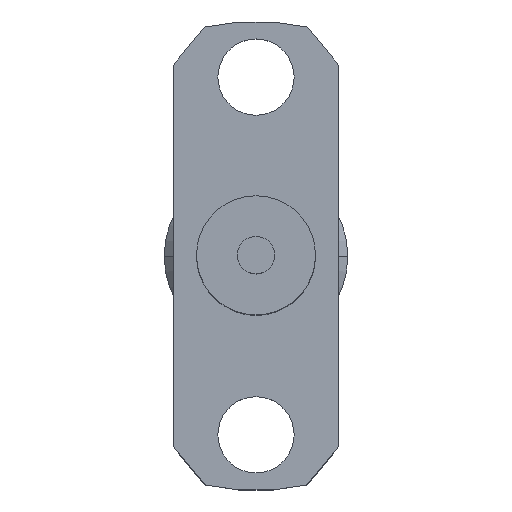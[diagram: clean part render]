
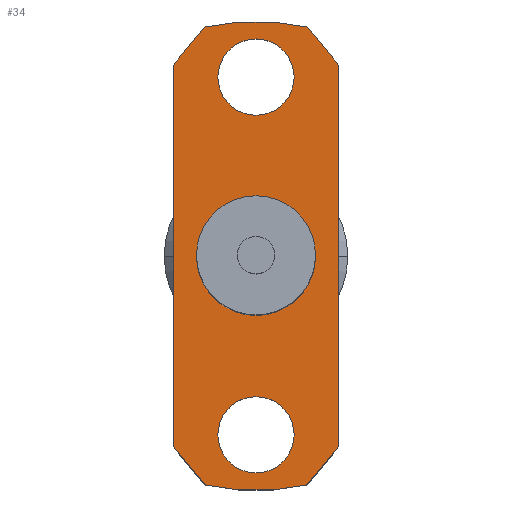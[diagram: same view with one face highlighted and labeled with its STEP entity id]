
A CAD part, top view. The second image highlights one B-rep face of the part: STEP entity #34.
In plain terms, the highlighted planar face has unit normal (0, 0, 1).
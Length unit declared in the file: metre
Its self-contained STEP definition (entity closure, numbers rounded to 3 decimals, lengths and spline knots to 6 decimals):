
#4 = VERTEX_POINT ( 'NONE', #60 ) ;
#5 = DIRECTION ( 'NONE',  ( 0., 0., -1. ) ) ;
#34 = ADVANCED_FACE ( 'NONE', ( #409, #318, #331, #306 ), #1015, .F. ) ;
#36 = EDGE_CURVE ( 'NONE', #56, #919, #782, .T. ) ;
#45 = EDGE_CURVE ( 'NONE', #751, #1100, #835, .T. ) ;
#56 = VERTEX_POINT ( 'NONE', #295 ) ;
#60 = CARTESIAN_POINT ( 'NONE',  ( -0.00203, 0., 0. ) ) ;
#61 = AXIS2_PLACEMENT_3D ( 'NONE', #315, #643, #559 ) ;
#62 = EDGE_CURVE ( 'NONE', #459, #866, #936, .T. ) ;
#67 = CARTESIAN_POINT ( 'NONE',  ( 0.001737, -0.007809, 0. ) ) ;
#74 = ORIENTED_EDGE ( 'NONE', *, *, #36, .F. ) ;
#87 = ORIENTED_EDGE ( 'NONE', *, *, #376, .F. ) ;
#92 = ORIENTED_EDGE ( 'NONE', *, *, #170, .F. ) ;
#95 = ORIENTED_EDGE ( 'NONE', *, *, #869, .F. ) ;
#96 = VECTOR ( 'NONE', #968, 1. ) ;
#114 = CARTESIAN_POINT ( 'NONE',  ( 0., 0.0061, 0. ) ) ;
#124 = AXIS2_PLACEMENT_3D ( 'NONE', #902, #814, #911 ) ;
#133 = EDGE_CURVE ( 'NONE', #637, #347, #940, .T. ) ;
#149 = AXIS2_PLACEMENT_3D ( 'NONE', #512, #5, #604 ) ;
#168 = EDGE_LOOP ( 'NONE', ( #630, #92 ) ) ;
#170 = EDGE_CURVE ( 'NONE', #1059, #4, #244, .T. ) ;
#172 = EDGE_CURVE ( 'NONE', #383, #953, #626, .T. ) ;
#184 = VECTOR ( 'NONE', #309, 1. ) ;
#208 = EDGE_CURVE ( 'NONE', #405, #770, #568, .T. ) ;
#212 = CARTESIAN_POINT ( 'NONE',  ( 0.00203, 0., 0. ) ) ;
#216 = CIRCLE ( 'NONE', #412, 0.0013 ) ;
#220 = CARTESIAN_POINT ( 'NONE',  ( 0.002825, -0.006512, 0. ) ) ;
#225 = DIRECTION ( 'NONE',  ( 1., 0., 0. ) ) ;
#226 = DIRECTION ( 'NONE',  ( -1., 0., 0. ) ) ;
#244 = CIRCLE ( 'NONE', #981, 0.00203 ) ;
#267 = CARTESIAN_POINT ( 'NONE',  ( 0.002825, 0., 0. ) ) ;
#288 = DIRECTION ( 'NONE',  ( 0., -1., 0. ) ) ;
#293 = VECTOR ( 'NONE', #760, 1. ) ;
#295 = CARTESIAN_POINT ( 'NONE',  ( 0.001737, 0.007809, 0. ) ) ;
#305 = EDGE_CURVE ( 'NONE', #405, #56, #441, .T. ) ;
#306 = FACE_OUTER_BOUND ( 'NONE', #1116, .T. ) ;
#309 = DIRECTION ( 'NONE',  ( 0.643, 0.766, 0. ) ) ;
#315 = CARTESIAN_POINT ( 'NONE',  ( 0., -0.0061, 0. ) ) ;
#316 = DIRECTION ( 'NONE',  ( 0., 0., 1. ) ) ;
#318 = FACE_BOUND ( 'NONE', #828, .T. ) ;
#331 = FACE_BOUND ( 'NONE', #1104, .T. ) ;
#342 = CARTESIAN_POINT ( 'NONE',  ( -0.001737, -0.007809, 0. ) ) ;
#347 = VERTEX_POINT ( 'NONE', #445 ) ;
#352 = CARTESIAN_POINT ( 'NONE',  ( -0.001737, 0.007809, 0. ) ) ;
#361 = VECTOR ( 'NONE', #938, 1. ) ;
#362 = DIRECTION ( 'NONE',  ( 0., 1., 0. ) ) ;
#376 = EDGE_CURVE ( 'NONE', #866, #770, #661, .T. ) ;
#383 = VERTEX_POINT ( 'NONE', #605 ) ;
#403 = CARTESIAN_POINT ( 'NONE',  ( 0., 0., 0. ) ) ;
#404 = DIRECTION ( 'NONE',  ( 0., 0., 1. ) ) ;
#405 = VERTEX_POINT ( 'NONE', #352 ) ;
#409 = FACE_BOUND ( 'NONE', #168, .T. ) ;
#412 = AXIS2_PLACEMENT_3D ( 'NONE', #114, #992, #896 ) ;
#416 = EDGE_CURVE ( 'NONE', #347, #637, #216, .T. ) ;
#441 = CIRCLE ( 'NONE', #124, 0.008 ) ;
#445 = CARTESIAN_POINT ( 'NONE',  ( 0.0013, 0.0061, 0. ) ) ;
#451 = ORIENTED_EDGE ( 'NONE', *, *, #709, .T. ) ;
#457 = ORIENTED_EDGE ( 'NONE', *, *, #305, .F. ) ;
#459 = VERTEX_POINT ( 'NONE', #342 ) ;
#462 = VECTOR ( 'NONE', #288, 1. ) ;
#463 = LINE ( 'NONE', #267, #462 ) ;
#469 = ORIENTED_EDGE ( 'NONE', *, *, #416, .F. ) ;
#471 = ORIENTED_EDGE ( 'NONE', *, *, #172, .T. ) ;
#475 = DIRECTION ( 'NONE',  ( 1., 0., 0. ) ) ;
#489 = CARTESIAN_POINT ( 'NONE',  ( -0.001737, 0.007809, 0. ) ) ;
#490 = ORIENTED_EDGE ( 'NONE', *, *, #133, .F. ) ;
#493 = CARTESIAN_POINT ( 'NONE',  ( -0.0013, 0.0061, 0. ) ) ;
#504 = CARTESIAN_POINT ( 'NONE',  ( 0.001737, -0.007809, 0. ) ) ;
#509 = CARTESIAN_POINT ( 'NONE',  ( -0.002825, -0.006512, 0. ) ) ;
#512 = CARTESIAN_POINT ( 'NONE',  ( 0., 0., 0. ) ) ;
#525 = CARTESIAN_POINT ( 'NONE',  ( 0.0013, -0.0061, 0. ) ) ;
#553 = AXIS2_PLACEMENT_3D ( 'NONE', #403, #1028, #226 ) ;
#558 = EDGE_CURVE ( 'NONE', #919, #1100, #463, .T. ) ;
#559 = DIRECTION ( 'NONE',  ( 1., 0., 0. ) ) ;
#568 = LINE ( 'NONE', #489, #361 ) ;
#604 = DIRECTION ( 'NONE',  ( -1., 0., 0. ) ) ;
#605 = CARTESIAN_POINT ( 'NONE',  ( -0.0013, -0.0061, 0. ) ) ;
#626 = CIRCLE ( 'NONE', #1047, 0.0013 ) ;
#630 = ORIENTED_EDGE ( 'NONE', *, *, #787, .F. ) ;
#637 = VERTEX_POINT ( 'NONE', #493 ) ;
#643 = DIRECTION ( 'NONE',  ( 0., 0., -1. ) ) ;
#661 = LINE ( 'NONE', #728, #1107 ) ;
#668 = CARTESIAN_POINT ( 'NONE',  ( 0., 0., 0. ) ) ;
#674 = CARTESIAN_POINT ( 'NONE',  ( 0., -0.0061, 0. ) ) ;
#675 = CARTESIAN_POINT ( 'NONE',  ( 0.001737, 0.007809, 0. ) ) ;
#693 = DIRECTION ( 'NONE',  ( 0., 0., -1. ) ) ;
#709 = EDGE_CURVE ( 'NONE', #953, #383, #908, .T. ) ;
#728 = CARTESIAN_POINT ( 'NONE',  ( -0.002825, 0., 0. ) ) ;
#751 = VERTEX_POINT ( 'NONE', #67 ) ;
#755 = DIRECTION ( 'NONE',  ( -1., 0., 0. ) ) ;
#760 = DIRECTION ( 'NONE',  ( 0.643, -0.766, 0. ) ) ;
#770 = VERTEX_POINT ( 'NONE', #948 ) ;
#782 = LINE ( 'NONE', #675, #293 ) ;
#787 = EDGE_CURVE ( 'NONE', #4, #1059, #1019, .T. ) ;
#802 = AXIS2_PLACEMENT_3D ( 'NONE', #1106, #316, #475 ) ;
#814 = DIRECTION ( 'NONE',  ( 0., 0., -1. ) ) ;
#818 = AXIS2_PLACEMENT_3D ( 'NONE', #957, #404, #1049 ) ;
#828 = EDGE_LOOP ( 'NONE', ( #469, #490 ) ) ;
#835 = LINE ( 'NONE', #504, #184 ) ;
#858 = DIRECTION ( 'NONE',  ( 0., 0., 1. ) ) ;
#866 = VERTEX_POINT ( 'NONE', #509 ) ;
#869 = EDGE_CURVE ( 'NONE', #751, #459, #1033, .T. ) ;
#889 = CARTESIAN_POINT ( 'NONE',  ( 0.002825, 0.006512, 0. ) ) ;
#896 = DIRECTION ( 'NONE',  ( 1., 0., 0. ) ) ;
#902 = CARTESIAN_POINT ( 'NONE',  ( 0., 0., 0. ) ) ;
#906 = ORIENTED_EDGE ( 'NONE', *, *, #62, .F. ) ;
#908 = CIRCLE ( 'NONE', #61, 0.0013 ) ;
#911 = DIRECTION ( 'NONE',  ( -1., 0., 0. ) ) ;
#919 = VERTEX_POINT ( 'NONE', #889 ) ;
#923 = CARTESIAN_POINT ( 'NONE',  ( -0.001737, -0.007809, 0. ) ) ;
#936 = LINE ( 'NONE', #923, #96 ) ;
#937 = ORIENTED_EDGE ( 'NONE', *, *, #558, .F. ) ;
#938 = DIRECTION ( 'NONE',  ( -0.643, -0.766, 0. ) ) ;
#940 = CIRCLE ( 'NONE', #802, 0.0013 ) ;
#948 = CARTESIAN_POINT ( 'NONE',  ( -0.002825, 0.006512, 0. ) ) ;
#953 = VERTEX_POINT ( 'NONE', #525 ) ;
#957 = CARTESIAN_POINT ( 'NONE',  ( 0., 0., 0. ) ) ;
#968 = DIRECTION ( 'NONE',  ( -0.643, 0.766, 0. ) ) ;
#981 = AXIS2_PLACEMENT_3D ( 'NONE', #668, #858, #755 ) ;
#992 = DIRECTION ( 'NONE',  ( 0., 0., 1. ) ) ;
#1002 = ORIENTED_EDGE ( 'NONE', *, *, #208, .T. ) ;
#1015 = PLANE ( 'NONE',  #553 ) ;
#1019 = CIRCLE ( 'NONE', #818, 0.00203 ) ;
#1028 = DIRECTION ( 'NONE',  ( 0., 0., -1. ) ) ;
#1033 = CIRCLE ( 'NONE', #149, 0.008 ) ;
#1047 = AXIS2_PLACEMENT_3D ( 'NONE', #674, #693, #225 ) ;
#1049 = DIRECTION ( 'NONE',  ( -1., 0., 0. ) ) ;
#1059 = VERTEX_POINT ( 'NONE', #212 ) ;
#1094 = ORIENTED_EDGE ( 'NONE', *, *, #45, .T. ) ;
#1100 = VERTEX_POINT ( 'NONE', #220 ) ;
#1104 = EDGE_LOOP ( 'NONE', ( #451, #471 ) ) ;
#1106 = CARTESIAN_POINT ( 'NONE',  ( 0., 0.0061, 0. ) ) ;
#1107 = VECTOR ( 'NONE', #362, 1. ) ;
#1116 = EDGE_LOOP ( 'NONE', ( #95, #1094, #937, #74, #457, #1002, #87, #906 ) ) ;
